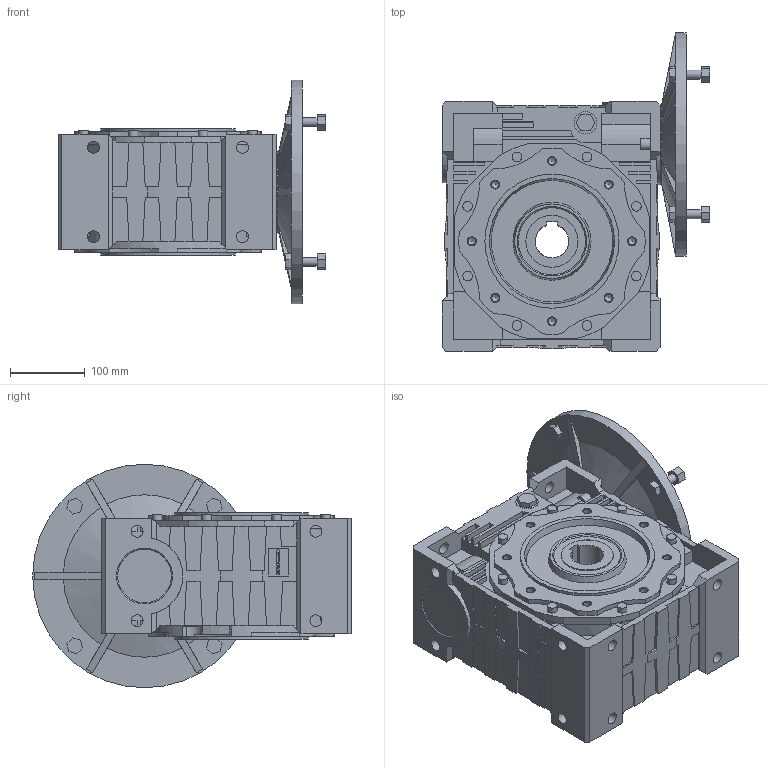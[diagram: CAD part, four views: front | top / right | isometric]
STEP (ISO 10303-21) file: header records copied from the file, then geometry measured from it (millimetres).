
FILE_DESCRIPTION( ( 'STEP AP214' ), '1' );
FILE_NAME( 'NMRV130101514511100300NO---(--------).stp', '2021-05-27T11:18:32', ( 'License CC BY-ND 4.0' ), ( 'CADENAS' ), ' ', 'PARTsolutions', ' ' );
FILE_SCHEMA( ( 'AUTOMOTIVE_DESIGN { 1 0 10303 214 1 1 1 1 }' ) );
Length unit declared in the file: millimetre
Products named in the file (5): NMRV130101514511100300NO---(--------); _Gear unit 130; _130-45 (170)alc-n; _VB 130-38 (38); _130-132 B5
Assembly tree (4 placements, depth 2):
  NMRV130101514511100300NO---(--------)
    _Gear unit 130
    _130-45 (170)alc-n
    _VB 130-38 (38)
    _130-132 B5
Bounding box: 359.5 x 427.5 x 300 mm (x, y, z)
Volume: 13826699.6 mm3; surface area: 872249.2 mm2
Topology: 4 solids, 4 shells, 816 faces, 2221 edges, 1474 vertices
Faces by surface type: plane 598, cylinder 159, cone 57, bspline 2
Full cylindrical faces by diameter (mm): 3.675 x3, 10.106 x16, 12 x4, 13 x14, 16 x12, 26 x1, 30 x4, 49 x1, 50 x1, 61 x1, 68 x1, 69 x1, 70 x2, 80 x1, 108 x1, 180 x2, 225 x1, 230 x1, 300 x1
Entity records: 31634 total; most frequent: CARTESIAN_POINT 4629, ORIENTED_EDGE 4146, DIRECTION 4122, EDGE_CURVE 2073, LINE 1542, VECTOR 1542, VERTEX_POINT 1451, AXIS2_PLACEMENT_3D 1290
